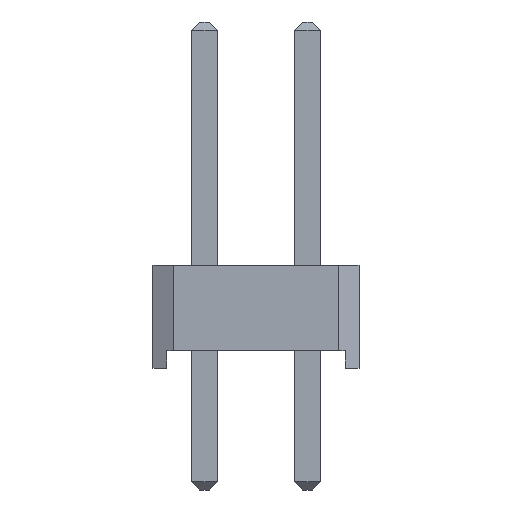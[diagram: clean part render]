
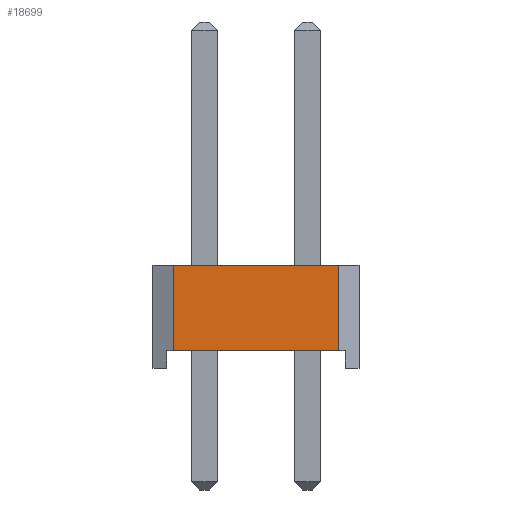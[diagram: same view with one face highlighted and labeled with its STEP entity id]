
A CAD part, front view. The second image highlights one B-rep face of the part: STEP entity #18699.
In plain terms, the highlighted face is planar.
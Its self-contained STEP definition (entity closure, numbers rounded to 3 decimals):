
#708=ORIENTED_EDGE('',*,*,#4290,.T.);
#709=ORIENTED_EDGE('',*,*,#4048,.T.);
#710=ORIENTED_EDGE('',*,*,#4291,.F.);
#711=ORIENTED_EDGE('',*,*,#4170,.F.);
#4048=EDGE_CURVE('',#5924,#5925,#7084,.T.);
#4170=EDGE_CURVE('',#5960,#5961,#7206,.T.);
#4290=EDGE_CURVE('',#5960,#5924,#7326,.T.);
#4291=EDGE_CURVE('',#5961,#5925,#7327,.T.);
#5924=VERTEX_POINT('',#24209);
#5925=VERTEX_POINT('',#24210);
#5960=VERTEX_POINT('',#24400);
#5961=VERTEX_POINT('',#24402);
#7084=LINE('',#24208,#8960);
#7206=LINE('',#24401,#9082);
#7326=LINE('',#24591,#9202);
#7327=LINE('',#24592,#9203);
#8960=VECTOR('',#20554,1000.);
#9082=VECTOR('',#20744,1000.);
#9202=VECTOR('',#20934,1000.);
#9203=VECTOR('',#20935,1000.);
#10701=EDGE_LOOP('',(#708,#709,#710,#711));
#11555=FACE_BOUND('',#10701,.T.);
#12409=PLANE('',#19492);
#18699=ADVANCED_FACE('',(#11555),#12409,.F.);
#19492=AXIS2_PLACEMENT_3D('',#24590,#20932,#20933);
#20554=DIRECTION('',(0.,1.,0.));
#20744=DIRECTION('',(0.,1.,0.));
#20932=DIRECTION('',(-1.,0.,0.));
#20933=DIRECTION('',(0.,0.,1.));
#20934=DIRECTION('',(0.,0.,-1.));
#20935=DIRECTION('',(0.,0.,-1.));
#24208=CARTESIAN_POINT('',(21.59,0.,-3.31));
#24209=CARTESIAN_POINT('',(21.59,-0.832,-3.31));
#24210=CARTESIAN_POINT('',(21.59,1.27,-3.31));
#24400=CARTESIAN_POINT('',(21.59,-0.832,0.77));
#24401=CARTESIAN_POINT('',(21.59,0.,0.77));
#24402=CARTESIAN_POINT('',(21.59,1.27,0.77));
#24590=CARTESIAN_POINT('',(21.59,0.,0.));
#24591=CARTESIAN_POINT('',(21.59,-0.832,0.93));
#24592=CARTESIAN_POINT('',(21.59,1.27,1.27));
